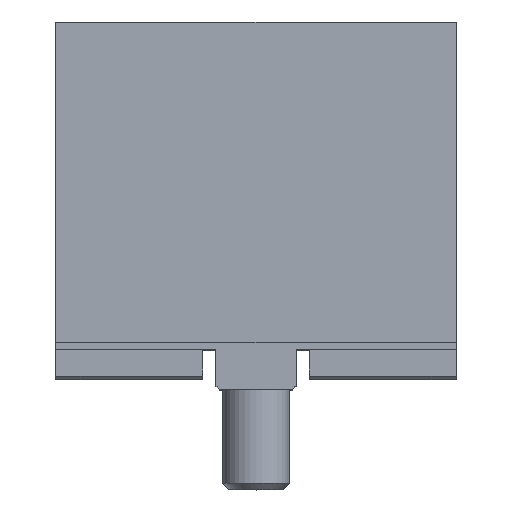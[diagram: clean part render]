
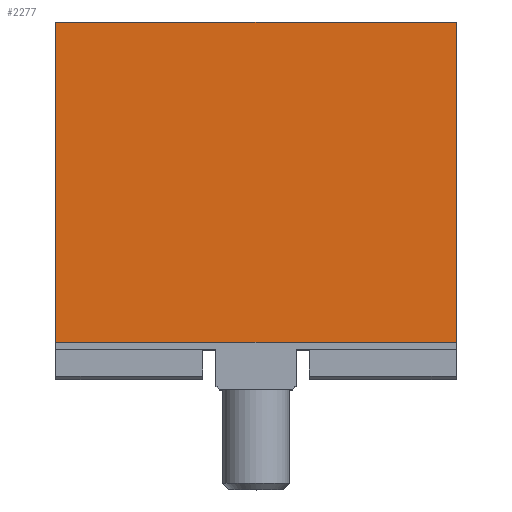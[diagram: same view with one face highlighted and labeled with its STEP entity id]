
A CAD part, top view. The second image highlights one B-rep face of the part: STEP entity #2277.
In plain terms, the highlighted planar face has unit normal (0, 0, 1).
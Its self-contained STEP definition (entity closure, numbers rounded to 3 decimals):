
#159=PLANE('',#2481);
#272=FACE_OUTER_BOUND('',#413,.T.);
#413=EDGE_LOOP('',(#1946,#1947,#1948,#1949));
#611=LINE('',#3661,#819);
#618=LINE('',#3676,#826);
#621=LINE('',#3682,#829);
#625=LINE('',#3688,#833);
#819=VECTOR('',#2984,10.);
#826=VECTOR('',#3005,10.);
#829=VECTOR('',#3010,10.);
#833=VECTOR('',#3016,10.);
#1090=VERTEX_POINT('',#3658);
#1091=VERTEX_POINT('',#3660);
#1092=VERTEX_POINT('',#3675);
#1094=VERTEX_POINT('',#3681);
#1372=EDGE_CURVE('',#1091,#1090,#611,.T.);
#1379=EDGE_CURVE('',#1091,#1092,#618,.T.);
#1382=EDGE_CURVE('',#1092,#1094,#621,.T.);
#1386=EDGE_CURVE('',#1094,#1090,#625,.T.);
#1946=ORIENTED_EDGE('',*,*,#1372,.T.);
#1947=ORIENTED_EDGE('',*,*,#1386,.F.);
#1948=ORIENTED_EDGE('',*,*,#1382,.F.);
#1949=ORIENTED_EDGE('',*,*,#1379,.F.);
#2277=ADVANCED_FACE('',(#272),#159,.T.);
#2481=AXIS2_PLACEMENT_3D('',#3689,#3017,#3018);
#2984=DIRECTION('',(1.,0.,0.));
#3005=DIRECTION('',(0.,1.,0.));
#3010=DIRECTION('',(1.,0.,0.));
#3016=DIRECTION('',(0.,-1.,0.));
#3017=DIRECTION('center_axis',(0.,0.,1.));
#3018=DIRECTION('ref_axis',(1.,0.,0.));
#3658=CARTESIAN_POINT('',(60.,1.,125.));
#3660=CARTESIAN_POINT('',(0.,1.,125.));
#3661=CARTESIAN_POINT('',(15.,1.,125.));
#3675=CARTESIAN_POINT('',(0.,49.,125.));
#3676=CARTESIAN_POINT('',(0.,0.,125.));
#3681=CARTESIAN_POINT('',(60.,49.,125.));
#3682=CARTESIAN_POINT('',(0.,49.,125.));
#3688=CARTESIAN_POINT('',(60.,49.,125.));
#3689=CARTESIAN_POINT('Origin',(30.,22.752,125.));
